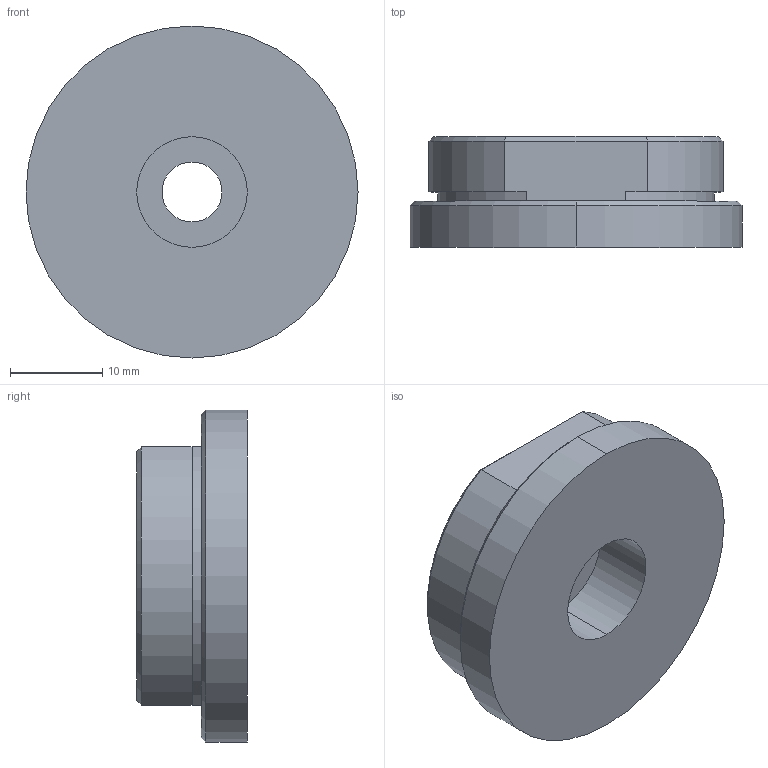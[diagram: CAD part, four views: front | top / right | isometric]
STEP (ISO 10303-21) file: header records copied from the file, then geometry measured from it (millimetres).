
FILE_DESCRIPTION (( 'STEP AP203' ), '1' );
FILE_NAME ('PHPB-1.step', '2019-05-09T09:06:55', ( '' ), ( '' ), 'SwSTEP 2.0', 'SolidWorks 2016', '' );
FILE_SCHEMA (( 'CONFIG_CONTROL_DESIGN' ));
Length unit declared in the file: millimetre
Products named in the file (1): PHPB-1
Bounding box: 36 x 12 x 36 mm (x, y, z)
Surface area: 3682.1 mm2 (no closed solid volume)
Topology: 0 solids, 1 shells, 65 faces, 387 edges, 318 vertices
Faces by surface type: plane 49, cylinder 12, cone 4
Entity records: 3750 total; most frequent: CARTESIAN_POINT 783, DIRECTION 543, ORIENTED_EDGE 512, EDGE_CURVE 387, VECTOR 355, LINE 355, VERTEX_POINT 318, AXIS2_PLACEMENT_3D 94
